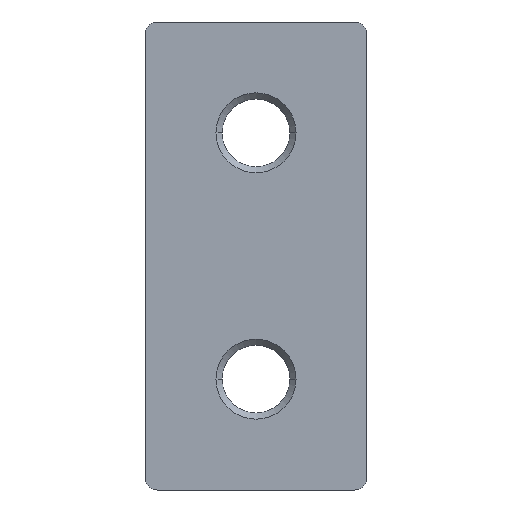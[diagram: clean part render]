
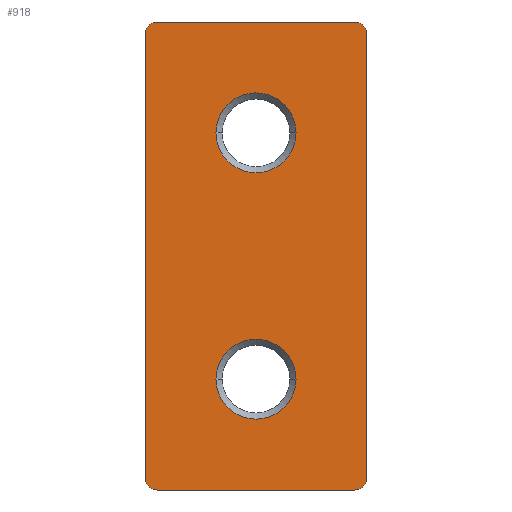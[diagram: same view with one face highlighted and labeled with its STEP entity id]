
A CAD part, front view. The second image highlights one B-rep face of the part: STEP entity #918.
In plain terms, the highlighted planar face has unit normal (0, -1, 0).
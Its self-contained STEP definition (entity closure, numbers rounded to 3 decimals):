
#8 = DIRECTION ( 'NONE',  ( 1., 0., 0. ) ) ;
#18 = VECTOR ( 'NONE', #533, 1000. ) ;
#32 = AXIS2_PLACEMENT_3D ( 'NONE', #1005, #858, #927 ) ;
#47 = AXIS2_PLACEMENT_3D ( 'NONE', #825, #677, #54 ) ;
#54 = DIRECTION ( 'NONE',  ( 1., 0., 0. ) ) ;
#57 = DIRECTION ( 'NONE',  ( -1., 0., 0. ) ) ;
#58 = CARTESIAN_POINT ( 'NONE',  ( 10., 0., -17. ) ) ;
#72 = CARTESIAN_POINT ( 'NONE',  ( -8., 0., -17. ) ) ;
#76 = DIRECTION ( 'NONE',  ( 0., 0., 1. ) ) ;
#84 = VERTEX_POINT ( 'NONE', #226 ) ;
#87 = ORIENTED_EDGE ( 'NONE', *, *, #826, .F. ) ;
#89 = CARTESIAN_POINT ( 'NONE',  ( -8., 0., -17. ) ) ;
#91 = AXIS2_PLACEMENT_3D ( 'NONE', #480, #98, #698 ) ;
#96 = CARTESIAN_POINT ( 'NONE',  ( -2.25, 0., 11. ) ) ;
#98 = DIRECTION ( 'NONE',  ( 0., 1., 0. ) ) ;
#113 = EDGE_CURVE ( 'NONE', #138, #474, #747, .T. ) ;
#137 = EDGE_CURVE ( 'NONE', #218, #394, #940, .T. ) ;
#138 = VERTEX_POINT ( 'NONE', #390 ) ;
#143 = CARTESIAN_POINT ( 'NONE',  ( -7., 0., 19. ) ) ;
#144 = CARTESIAN_POINT ( 'NONE',  ( 9., 0., 20. ) ) ;
#147 = EDGE_CURVE ( 'NONE', #163, #781, #228, .T. ) ;
#149 = LINE ( 'NONE', #524, #18 ) ;
#153 = DIRECTION ( 'NONE',  ( 1., 0., 0. ) ) ;
#163 = VERTEX_POINT ( 'NONE', #144 ) ;
#166 = CARTESIAN_POINT ( 'NONE',  ( 4.25, 0., 11. ) ) ;
#195 = AXIS2_PLACEMENT_3D ( 'NONE', #991, #297, #153 ) ;
#203 = CARTESIAN_POINT ( 'NONE',  ( -7., 0., 20. ) ) ;
#209 = CARTESIAN_POINT ( 'NONE',  ( 9., 0., -18. ) ) ;
#218 = VERTEX_POINT ( 'NONE', #89 ) ;
#226 = CARTESIAN_POINT ( 'NONE',  ( -7., 0., -18. ) ) ;
#228 = CIRCLE ( 'NONE', #32, 1. ) ;
#231 = VERTEX_POINT ( 'NONE', #166 ) ;
#234 = PLANE ( 'NONE',  #195 ) ;
#244 = VECTOR ( 'NONE', #269, 1000. ) ;
#248 = EDGE_LOOP ( 'NONE', ( #786, #594 ) ) ;
#256 = ORIENTED_EDGE ( 'NONE', *, *, #147, .F. ) ;
#262 = CIRCLE ( 'NONE', #296, 1. ) ;
#269 = DIRECTION ( 'NONE',  ( 1., 0., 0. ) ) ;
#274 = AXIS2_PLACEMENT_3D ( 'NONE', #303, #749, #613 ) ;
#276 = CIRCLE ( 'NONE', #402, 3.25 ) ;
#282 = DIRECTION ( 'NONE',  ( 1., 0., 0. ) ) ;
#296 = AXIS2_PLACEMENT_3D ( 'NONE', #143, #521, #839 ) ;
#297 = DIRECTION ( 'NONE',  ( 0., 1., 0. ) ) ;
#303 = CARTESIAN_POINT ( 'NONE',  ( 1., 0., -9. ) ) ;
#323 = VERTEX_POINT ( 'NONE', #96 ) ;
#327 = CIRCLE ( 'NONE', #47, 3.25 ) ;
#330 = VERTEX_POINT ( 'NONE', #58 ) ;
#354 = CARTESIAN_POINT ( 'NONE',  ( -7., 0., 20. ) ) ;
#355 = CIRCLE ( 'NONE', #649, 1. ) ;
#379 = CARTESIAN_POINT ( 'NONE',  ( 9., 0., -18. ) ) ;
#389 = ORIENTED_EDGE ( 'NONE', *, *, #923, .F. ) ;
#390 = CARTESIAN_POINT ( 'NONE',  ( 4.25, 0., -9. ) ) ;
#394 = VERTEX_POINT ( 'NONE', #901 ) ;
#402 = AXIS2_PLACEMENT_3D ( 'NONE', #669, #969, #282 ) ;
#431 = EDGE_CURVE ( 'NONE', #231, #323, #327, .T. ) ;
#444 = LINE ( 'NONE', #209, #687 ) ;
#456 = FACE_BOUND ( 'NONE', #465, .T. ) ;
#465 = EDGE_LOOP ( 'NONE', ( #702, #546 ) ) ;
#474 = VERTEX_POINT ( 'NONE', #1003 ) ;
#480 = CARTESIAN_POINT ( 'NONE',  ( -7., 0., -17. ) ) ;
#514 = EDGE_LOOP ( 'NONE', ( #690, #938, #939, #598, #256, #87, #389, #982 ) ) ;
#521 = DIRECTION ( 'NONE',  ( 0., 1., 0. ) ) ;
#523 = EDGE_CURVE ( 'NONE', #781, #330, #149, .T. ) ;
#524 = CARTESIAN_POINT ( 'NONE',  ( 10., 0., 19. ) ) ;
#533 = DIRECTION ( 'NONE',  ( 0., 0., -1. ) ) ;
#538 = CARTESIAN_POINT ( 'NONE',  ( 9., 0., -17. ) ) ;
#546 = ORIENTED_EDGE ( 'NONE', *, *, #431, .T. ) ;
#550 = EDGE_CURVE ( 'NONE', #84, #218, #997, .T. ) ;
#594 = ORIENTED_EDGE ( 'NONE', *, *, #113, .F. ) ;
#598 = ORIENTED_EDGE ( 'NONE', *, *, #523, .F. ) ;
#601 = FACE_BOUND ( 'NONE', #248, .T. ) ;
#613 = DIRECTION ( 'NONE',  ( -1., 0., 0. ) ) ;
#619 = EDGE_CURVE ( 'NONE', #330, #866, #355, .T. ) ;
#647 = EDGE_CURVE ( 'NONE', #323, #231, #276, .T. ) ;
#649 = AXIS2_PLACEMENT_3D ( 'NONE', #538, #848, #8 ) ;
#669 = CARTESIAN_POINT ( 'NONE',  ( 1., 0., 11. ) ) ;
#671 = VERTEX_POINT ( 'NONE', #354 ) ;
#677 = DIRECTION ( 'NONE',  ( 0., 1., 0. ) ) ;
#687 = VECTOR ( 'NONE', #57, 1000. ) ;
#690 = ORIENTED_EDGE ( 'NONE', *, *, #550, .F. ) ;
#698 = DIRECTION ( 'NONE',  ( 1., 0., 0. ) ) ;
#702 = ORIENTED_EDGE ( 'NONE', *, *, #647, .T. ) ;
#726 = VECTOR ( 'NONE', #76, 1000. ) ;
#740 = EDGE_CURVE ( 'NONE', #866, #84, #444, .T. ) ;
#747 = CIRCLE ( 'NONE', #274, 3.25 ) ;
#749 = DIRECTION ( 'NONE',  ( 0., -1., 0. ) ) ;
#781 = VERTEX_POINT ( 'NONE', #812 ) ;
#786 = ORIENTED_EDGE ( 'NONE', *, *, #906, .F. ) ;
#812 = CARTESIAN_POINT ( 'NONE',  ( 10., 0., 19. ) ) ;
#826 = EDGE_CURVE ( 'NONE', #671, #163, #895, .T. ) ;
#825 = CARTESIAN_POINT ( 'NONE',  ( 1., 0., 11. ) ) ;
#834 = CARTESIAN_POINT ( 'NONE',  ( 1., 0., -9. ) ) ;
#839 = DIRECTION ( 'NONE',  ( 1., 0., 0. ) ) ;
#848 = DIRECTION ( 'NONE',  ( 0., 1., 0. ) ) ;
#858 = DIRECTION ( 'NONE',  ( 0., 1., 0. ) ) ;
#863 = CIRCLE ( 'NONE', #978, 3.25 ) ;
#866 = VERTEX_POINT ( 'NONE', #379 ) ;
#895 = LINE ( 'NONE', #203, #244 ) ;
#901 = CARTESIAN_POINT ( 'NONE',  ( -8., 0., 19. ) ) ;
#906 = EDGE_CURVE ( 'NONE', #474, #138, #863, .T. ) ;
#909 = DIRECTION ( 'NONE',  ( 0., -1., 0. ) ) ;
#918 = ADVANCED_FACE ( 'NONE', ( #456, #601, #932 ), #234, .F. ) ;
#923 = EDGE_CURVE ( 'NONE', #394, #671, #262, .T. ) ;
#927 = DIRECTION ( 'NONE',  ( 1., 0., 0. ) ) ;
#932 = FACE_OUTER_BOUND ( 'NONE', #514, .T. ) ;
#938 = ORIENTED_EDGE ( 'NONE', *, *, #740, .F. ) ;
#939 = ORIENTED_EDGE ( 'NONE', *, *, #619, .F. ) ;
#940 = LINE ( 'NONE', #72, #726 ) ;
#969 = DIRECTION ( 'NONE',  ( 0., 1., 0. ) ) ;
#978 = AXIS2_PLACEMENT_3D ( 'NONE', #834, #909, #995 ) ;
#982 = ORIENTED_EDGE ( 'NONE', *, *, #137, .F. ) ;
#991 = CARTESIAN_POINT ( 'NONE',  ( -7., 0., -17. ) ) ;
#995 = DIRECTION ( 'NONE',  ( -1., 0., 0. ) ) ;
#997 = CIRCLE ( 'NONE', #91, 1. ) ;
#1003 = CARTESIAN_POINT ( 'NONE',  ( -2.25, 0., -9. ) ) ;
#1005 = CARTESIAN_POINT ( 'NONE',  ( 9., 0., 19. ) ) ;
